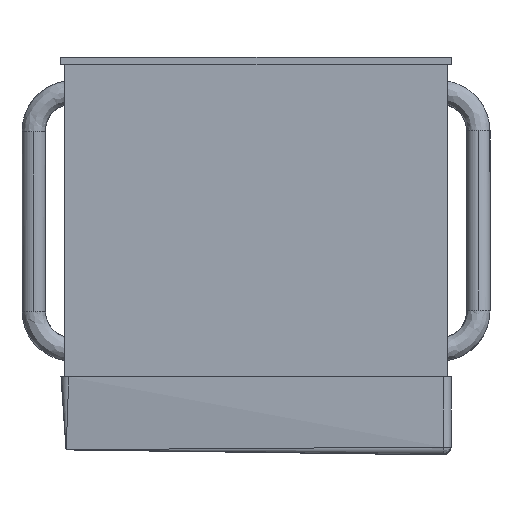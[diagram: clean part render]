
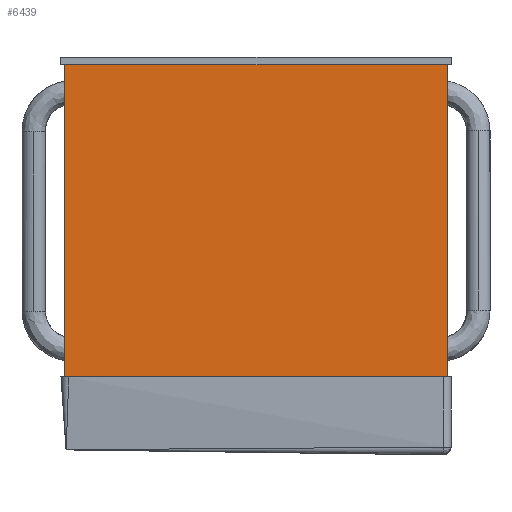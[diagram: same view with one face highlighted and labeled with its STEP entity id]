
A CAD part, left-side view. The second image highlights one B-rep face of the part: STEP entity #6439.
In plain terms, the highlighted planar face has unit normal (-1, 0, 0).
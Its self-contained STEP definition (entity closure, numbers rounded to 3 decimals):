
#209 = DIRECTION ( 'NONE',  ( 0., 0., 1. ) ) ;
#265 = VECTOR ( 'NONE', #6949, 1000. ) ;
#612 = CARTESIAN_POINT ( 'NONE',  ( -0.495, -0.245, 0.1 ) ) ;
#869 = CARTESIAN_POINT ( 'NONE',  ( -0.495, 0.245, 0.1 ) ) ;
#1617 = CARTESIAN_POINT ( 'NONE',  ( -0.495, 0.245, 0.1 ) ) ;
#1654 = VECTOR ( 'NONE', #1970, 1000. ) ;
#1878 = ORIENTED_EDGE ( 'NONE', *, *, #3545, .T. ) ;
#1970 = DIRECTION ( 'NONE',  ( 0., 0., -1. ) ) ;
#2002 = CARTESIAN_POINT ( 'NONE',  ( -0.495, 0.245, 0.1 ) ) ;
#2971 = ORIENTED_EDGE ( 'NONE', *, *, #6136, .F. ) ;
#3142 = VECTOR ( 'NONE', #7746, 1000. ) ;
#3179 = CARTESIAN_POINT ( 'NONE',  ( -0.495, 0., 0.5 ) ) ;
#3306 = ORIENTED_EDGE ( 'NONE', *, *, #5024, .T. ) ;
#3353 = LINE ( 'NONE', #7714, #1654 ) ;
#3394 = CARTESIAN_POINT ( 'NONE',  ( -0.495, 0.245, 0.1 ) ) ;
#3515 = EDGE_CURVE ( 'NONE', #4701, #5034, #3353, .T. ) ;
#3545 = EDGE_CURVE ( 'NONE', #7859, #5034, #4839, .T. ) ;
#3705 = LINE ( 'NONE', #869, #5175 ) ;
#4031 = DIRECTION ( 'NONE',  ( 0., 0., 1. ) ) ;
#4550 = CARTESIAN_POINT ( 'NONE',  ( -0.495, -0.245, 0.5 ) ) ;
#4701 = VERTEX_POINT ( 'NONE', #4550 ) ;
#4839 = LINE ( 'NONE', #2002, #3142 ) ;
#4893 = ORIENTED_EDGE ( 'NONE', *, *, #3515, .F. ) ;
#5024 = EDGE_CURVE ( 'NONE', #4701, #8041, #6821, .T. ) ;
#5034 = VERTEX_POINT ( 'NONE', #612 ) ;
#5175 = VECTOR ( 'NONE', #209, 1000. ) ;
#5719 = PLANE ( 'NONE',  #7597 ) ;
#6136 = EDGE_CURVE ( 'NONE', #7859, #8041, #3705, .T. ) ;
#6146 = CARTESIAN_POINT ( 'NONE',  ( -0.495, 0.245, 0.5 ) ) ;
#6154 = FACE_OUTER_BOUND ( 'NONE', #7485, .T. ) ;
#6439 = ADVANCED_FACE ( 'NONE', ( #6154 ), #5719, .T. ) ;
#6821 = LINE ( 'NONE', #3179, #265 ) ;
#6949 = DIRECTION ( 'NONE',  ( 0., 1., 0. ) ) ;
#7485 = EDGE_LOOP ( 'NONE', ( #4893, #3306, #2971, #1878 ) ) ;
#7597 = AXIS2_PLACEMENT_3D ( 'NONE', #3394, #7833, #4031 ) ;
#7714 = CARTESIAN_POINT ( 'NONE',  ( -0.495, -0.245, 0.1 ) ) ;
#7746 = DIRECTION ( 'NONE',  ( 0., -1., 0. ) ) ;
#7833 = DIRECTION ( 'NONE',  ( -1., 0., 0. ) ) ;
#7859 = VERTEX_POINT ( 'NONE', #1617 ) ;
#8041 = VERTEX_POINT ( 'NONE', #6146 ) ;
